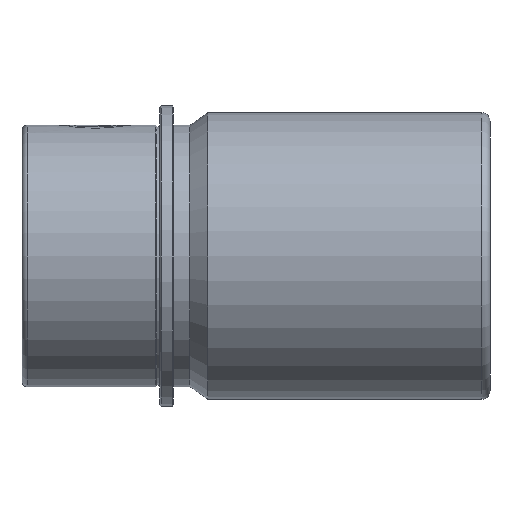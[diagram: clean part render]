
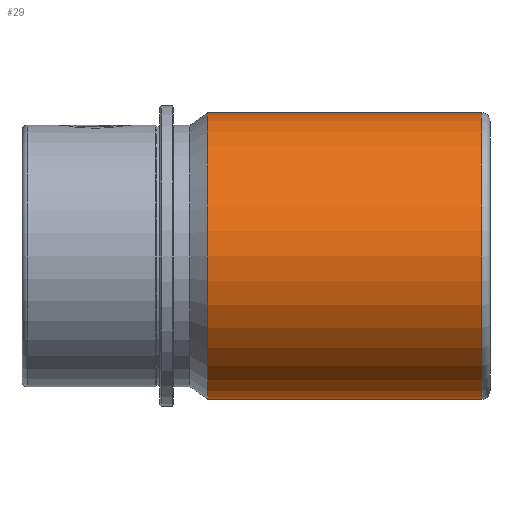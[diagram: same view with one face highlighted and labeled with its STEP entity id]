
A CAD part, left-side view. The second image highlights one B-rep face of the part: STEP entity #29.
In plain terms, the highlighted cylindrical face has radius 52 mm (diameter 104 mm), a partial arc.
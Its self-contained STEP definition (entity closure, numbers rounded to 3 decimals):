
#29 = ADVANCED_FACE ( 'NONE', ( #1577 ), #753, .T. ) ;
#79 = CARTESIAN_POINT ( 'NONE',  ( -17.5, -65.308, -52. ) ) ;
#161 = ORIENTED_EDGE ( 'NONE', *, *, #1454, .T. ) ;
#209 = CARTESIAN_POINT ( 'NONE',  ( -17.5, 0., -52. ) ) ;
#412 = CARTESIAN_POINT ( 'NONE',  ( -17.5, 34.266, 52. ) ) ;
#493 = ORIENTED_EDGE ( 'NONE', *, *, #1784, .F. ) ;
#684 = VECTOR ( 'NONE', #1960, 1000. ) ;
#753 = CYLINDRICAL_SURFACE ( 'NONE', #2288, 52. ) ;
#758 = DIRECTION ( 'NONE',  ( 0., -1., 0. ) ) ;
#1012 = DIRECTION ( 'NONE',  ( 0., 0., -1. ) ) ;
#1086 = CARTESIAN_POINT ( 'NONE',  ( -17.5, 0., 52. ) ) ;
#1171 = EDGE_CURVE ( 'NONE', #1904, #2431, #2628, .T. ) ;
#1266 = DIRECTION ( 'NONE',  ( 0., 0., -1. ) ) ;
#1270 = DIRECTION ( 'NONE',  ( 0., -1., 0. ) ) ;
#1403 = LINE ( 'NONE', #209, #684 ) ;
#1454 = EDGE_CURVE ( 'NONE', #1917, #2729, #1403, .T. ) ;
#1529 = DIRECTION ( 'NONE',  ( 0., 0., -1. ) ) ;
#1577 = FACE_OUTER_BOUND ( 'NONE', #1766, .T. ) ;
#1766 = EDGE_LOOP ( 'NONE', ( #2258, #2200, #161, #493 ) ) ;
#1784 = EDGE_CURVE ( 'NONE', #2431, #2729, #1882, .T. ) ;
#1826 = EDGE_CURVE ( 'NONE', #1904, #1917, #2791, .T. ) ;
#1868 = DIRECTION ( 'NONE',  ( 0., -1., 0. ) ) ;
#1882 = CIRCLE ( 'NONE', #2893, 52. ) ;
#1904 = VERTEX_POINT ( 'NONE', #412 ) ;
#1917 = VERTEX_POINT ( 'NONE', #2038 ) ;
#1960 = DIRECTION ( 'NONE',  ( 0., -1., 0. ) ) ;
#2038 = CARTESIAN_POINT ( 'NONE',  ( -17.5, 34.266, -52. ) ) ;
#2059 = CARTESIAN_POINT ( 'NONE',  ( -17.5, 0., 0. ) ) ;
#2200 = ORIENTED_EDGE ( 'NONE', *, *, #1826, .T. ) ;
#2258 = ORIENTED_EDGE ( 'NONE', *, *, #1171, .F. ) ;
#2270 = CARTESIAN_POINT ( 'NONE',  ( -17.5, 34.266, 0. ) ) ;
#2288 = AXIS2_PLACEMENT_3D ( 'NONE', #2059, #1270, #1529 ) ;
#2390 = VECTOR ( 'NONE', #1868, 1000. ) ;
#2431 = VERTEX_POINT ( 'NONE', #2928 ) ;
#2517 = CARTESIAN_POINT ( 'NONE',  ( -17.5, -65.308, 0. ) ) ;
#2628 = LINE ( 'NONE', #1086, #2390 ) ;
#2729 = VERTEX_POINT ( 'NONE', #79 ) ;
#2783 = DIRECTION ( 'NONE',  ( 0., -1., 0. ) ) ;
#2791 = CIRCLE ( 'NONE', #3221, 52. ) ;
#2893 = AXIS2_PLACEMENT_3D ( 'NONE', #2517, #2783, #1266 ) ;
#2928 = CARTESIAN_POINT ( 'NONE',  ( -17.5, -65.308, 52. ) ) ;
#3221 = AXIS2_PLACEMENT_3D ( 'NONE', #2270, #758, #1012 ) ;
